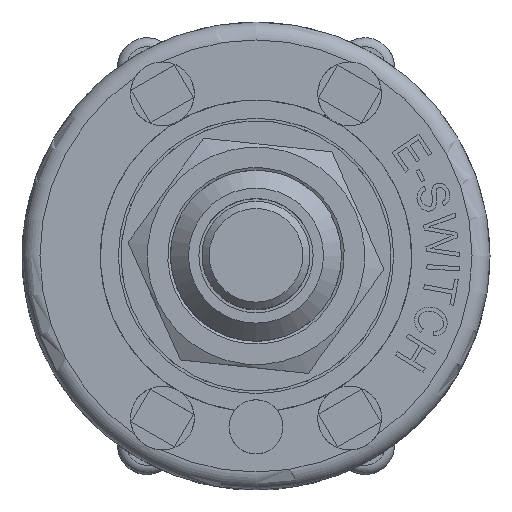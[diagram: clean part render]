
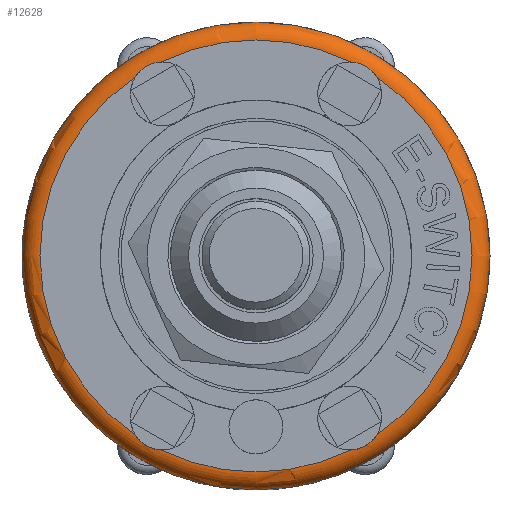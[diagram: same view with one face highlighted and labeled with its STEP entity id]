
A CAD part, top view. The second image highlights one B-rep face of the part: STEP entity #12628.
In plain terms, the highlighted toroidal (fillet/blend) face has major radius 12 mm and minor radius 1 mm.
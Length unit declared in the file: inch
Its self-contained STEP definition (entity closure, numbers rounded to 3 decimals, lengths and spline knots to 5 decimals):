
#26=TOROIDAL_SURFACE('',#13296,0.47244,0.03937);
#657=B_SPLINE_CURVE_WITH_KNOTS('',3,(#21947,#21948,#21949,#21950,#21951,
#21952,#21953,#21954,#21955,#21956,#21957,#21958),.UNSPECIFIED.,.F.,.F.,
(4,2,2,2,2,4),(-0.26924,-0.24463,-0.21597,
-0.19207,-0.16451,-0.13568),.UNSPECIFIED.);
#658=B_SPLINE_CURVE_WITH_KNOTS('',3,(#21970,#21971,#21972,#21973,#21974,
#21975,#21976,#21977,#21978,#21979,#21980,#21981),.UNSPECIFIED.,.F.,.F.,
(4,2,2,2,2,4),(-0.26924,-0.24463,-0.21597,
-0.19207,-0.16451,-0.13568),.UNSPECIFIED.);
#659=B_SPLINE_CURVE_WITH_KNOTS('',3,(#21998,#21999,#22000,#22001,#22002,
#22003,#22004,#22005,#22006,#22007,#22008,#22009),.UNSPECIFIED.,.F.,.F.,
(4,2,2,2,2,4),(-0.26924,-0.24463,-0.21597,
-0.19207,-0.16451,-0.13568),.UNSPECIFIED.);
#660=B_SPLINE_CURVE_WITH_KNOTS('',3,(#22031,#22032,#22033,#22034,#22035,
#22036,#22037,#22038,#22039,#22040,#22041,#22042),.UNSPECIFIED.,.F.,.F.,
(4,2,2,2,2,4),(-0.26924,-0.24463,-0.21597,
-0.19207,-0.16451,-0.13568),.UNSPECIFIED.);
#1776=FACE_OUTER_BOUND('',#2535,.T.);
#2535=EDGE_LOOP('',(#11660,#11661,#11662,#11663,#11664,#11665,#11666,#11667,
#11668,#11669,#11670,#11671));
#5282=CIRCLE('',#13249,0.51181);
#5309=CIRCLE('',#13297,0.03937);
#5310=CIRCLE('',#13298,0.47244);
#5311=CIRCLE('',#13299,0.47244);
#5312=CIRCLE('',#13300,0.47244);
#5313=CIRCLE('',#13301,0.47244);
#5314=CIRCLE('',#13302,0.47244);
#6474=VERTEX_POINT('',#21909);
#6482=VERTEX_POINT('',#21945);
#6483=VERTEX_POINT('',#21946);
#6486=VERTEX_POINT('',#21968);
#6487=VERTEX_POINT('',#21969);
#6492=VERTEX_POINT('',#21996);
#6493=VERTEX_POINT('',#21997);
#6500=VERTEX_POINT('',#22029);
#6501=VERTEX_POINT('',#22030);
#6504=VERTEX_POINT('',#22052);
#8238=EDGE_CURVE('',#6474,#6474,#5282,.T.);
#8256=EDGE_CURVE('',#6482,#6483,#657,.T.);
#8262=EDGE_CURVE('',#6486,#6487,#658,.T.);
#8270=EDGE_CURVE('',#6492,#6493,#659,.T.);
#8280=EDGE_CURVE('',#6500,#6501,#660,.T.);
#8286=EDGE_CURVE('',#6474,#6504,#5309,.T.);
#8287=EDGE_CURVE('',#6504,#6492,#5310,.T.);
#8288=EDGE_CURVE('',#6493,#6486,#5311,.T.);
#8289=EDGE_CURVE('',#6487,#6482,#5312,.T.);
#8290=EDGE_CURVE('',#6483,#6500,#5313,.T.);
#8291=EDGE_CURVE('',#6501,#6504,#5314,.T.);
#11660=ORIENTED_EDGE('',*,*,#8238,.T.);
#11661=ORIENTED_EDGE('',*,*,#8286,.T.);
#11662=ORIENTED_EDGE('',*,*,#8287,.T.);
#11663=ORIENTED_EDGE('',*,*,#8270,.T.);
#11664=ORIENTED_EDGE('',*,*,#8288,.T.);
#11665=ORIENTED_EDGE('',*,*,#8262,.T.);
#11666=ORIENTED_EDGE('',*,*,#8289,.T.);
#11667=ORIENTED_EDGE('',*,*,#8256,.T.);
#11668=ORIENTED_EDGE('',*,*,#8290,.T.);
#11669=ORIENTED_EDGE('',*,*,#8280,.T.);
#11670=ORIENTED_EDGE('',*,*,#8291,.T.);
#11671=ORIENTED_EDGE('',*,*,#8286,.F.);
#12628=ADVANCED_FACE('',(#1776),#26,.T.);
#13249=AXIS2_PLACEMENT_3D('',#21910,#15720,#15721);
#13296=AXIS2_PLACEMENT_3D('',#22051,#15831,#15832);
#13297=AXIS2_PLACEMENT_3D('',#22053,#15833,#15834);
#13298=AXIS2_PLACEMENT_3D('',#22054,#15835,#15836);
#13299=AXIS2_PLACEMENT_3D('',#22055,#15837,#15838);
#13300=AXIS2_PLACEMENT_3D('',#22056,#15839,#15840);
#13301=AXIS2_PLACEMENT_3D('',#22057,#15841,#15842);
#13302=AXIS2_PLACEMENT_3D('',#22058,#15843,#15844);
#15720=DIRECTION('center_axis',(0.,0.,1.));
#15721=DIRECTION('ref_axis',(-1.,0.,0.));
#15831=DIRECTION('center_axis',(0.,0.,-1.));
#15832=DIRECTION('ref_axis',(-1.,0.,0.));
#15833=DIRECTION('center_axis',(0.,-1.,0.));
#15834=DIRECTION('ref_axis',(1.,0.,0.));
#15835=DIRECTION('center_axis',(0.,0.,-1.));
#15836=DIRECTION('ref_axis',(-1.,0.,0.));
#15837=DIRECTION('center_axis',(0.,0.,-1.));
#15838=DIRECTION('ref_axis',(-1.,0.,0.));
#15839=DIRECTION('center_axis',(0.,0.,-1.));
#15840=DIRECTION('ref_axis',(-1.,0.,0.));
#15841=DIRECTION('center_axis',(0.,0.,-1.));
#15842=DIRECTION('ref_axis',(-1.,0.,0.));
#15843=DIRECTION('center_axis',(0.,0.,-1.));
#15844=DIRECTION('ref_axis',(-1.,0.,0.));
#21909=CARTESIAN_POINT('',(0.51181,0.,0.37402));
#21910=CARTESIAN_POINT('Origin',(0.,0.,0.37402));
#21945=CARTESIAN_POINT('',(-0.26379,0.39194,0.41339));
#21946=CARTESIAN_POINT('',(-0.20753,0.42442,0.41339));
#21947=CARTESIAN_POINT('Ctrl Pts',(-0.26379,0.39194,
0.41339));
#21948=CARTESIAN_POINT('Ctrl Pts',(-0.26165,0.39532,
0.41339));
#21949=CARTESIAN_POINT('Ctrl Pts',(-0.25918,0.39859,
0.41329));
#21950=CARTESIAN_POINT('Ctrl Pts',(-0.25306,0.40529,
0.41304));
#21951=CARTESIAN_POINT('Ctrl Pts',(-0.2494,0.40855,
0.4129));
#21952=CARTESIAN_POINT('Ctrl Pts',(-0.24211,0.41377,
0.41277));
#21953=CARTESIAN_POINT('Ctrl Pts',(-0.2386,0.41585,
0.41276));
#21954=CARTESIAN_POINT('Ctrl Pts',(-0.23069,0.41964,
0.41286));
#21955=CARTESIAN_POINT('Ctrl Pts',(-0.22626,0.42124,
0.41299));
#21956=CARTESIAN_POINT('Ctrl Pts',(-0.21694,0.42357,
0.41325));
#21957=CARTESIAN_POINT('Ctrl Pts',(-0.21219,0.42423,
0.41339));
#21958=CARTESIAN_POINT('Ctrl Pts',(-0.20753,0.42442,
0.41339));
#21968=CARTESIAN_POINT('',(-0.20753,-0.42442,0.41339));
#21969=CARTESIAN_POINT('',(-0.26379,-0.39194,0.41339));
#21970=CARTESIAN_POINT('Ctrl Pts',(-0.20753,-0.42442,
0.41339));
#21971=CARTESIAN_POINT('Ctrl Pts',(-0.21153,-0.42426,
0.41339));
#21972=CARTESIAN_POINT('Ctrl Pts',(-0.2156,-0.42375,
0.41329));
#21973=CARTESIAN_POINT('Ctrl Pts',(-0.22446,-0.42181,
0.41304));
#21974=CARTESIAN_POINT('Ctrl Pts',(-0.22911,-0.42026,
0.4129));
#21975=CARTESIAN_POINT('Ctrl Pts',(-0.23728,-0.41656,
0.41277));
#21976=CARTESIAN_POINT('Ctrl Pts',(-0.24084,-0.41456,
0.41276));
#21977=CARTESIAN_POINT('Ctrl Pts',(-0.24808,-0.4096,
0.41286));
#21978=CARTESIAN_POINT('Ctrl Pts',(-0.25168,-0.40656,
0.41299));
#21979=CARTESIAN_POINT('Ctrl Pts',(-0.25836,-0.39966,
0.41325));
#21980=CARTESIAN_POINT('Ctrl Pts',(-0.2613,-0.39588,
0.41339));
#21981=CARTESIAN_POINT('Ctrl Pts',(-0.26379,-0.39194,
0.41339));
#21996=CARTESIAN_POINT('',(0.26379,-0.39194,0.41339));
#21997=CARTESIAN_POINT('',(0.20753,-0.42442,0.41339));
#21998=CARTESIAN_POINT('Ctrl Pts',(0.26379,-0.39194,
0.41339));
#21999=CARTESIAN_POINT('Ctrl Pts',(0.26165,-0.39532,
0.41339));
#22000=CARTESIAN_POINT('Ctrl Pts',(0.25918,-0.39859,
0.41329));
#22001=CARTESIAN_POINT('Ctrl Pts',(0.25306,-0.40529,
0.41304));
#22002=CARTESIAN_POINT('Ctrl Pts',(0.2494,-0.40855,
0.4129));
#22003=CARTESIAN_POINT('Ctrl Pts',(0.24211,-0.41377,
0.41277));
#22004=CARTESIAN_POINT('Ctrl Pts',(0.2386,-0.41585,
0.41276));
#22005=CARTESIAN_POINT('Ctrl Pts',(0.23069,-0.41964,
0.41286));
#22006=CARTESIAN_POINT('Ctrl Pts',(0.22626,-0.42124,
0.41299));
#22007=CARTESIAN_POINT('Ctrl Pts',(0.21694,-0.42357,
0.41325));
#22008=CARTESIAN_POINT('Ctrl Pts',(0.21219,-0.42423,
0.41339));
#22009=CARTESIAN_POINT('Ctrl Pts',(0.20753,-0.42442,
0.41339));
#22029=CARTESIAN_POINT('',(0.20753,0.42442,0.41339));
#22030=CARTESIAN_POINT('',(0.26379,0.39194,0.41339));
#22031=CARTESIAN_POINT('Ctrl Pts',(0.20753,0.42442,0.41339));
#22032=CARTESIAN_POINT('Ctrl Pts',(0.21153,0.42426,
0.41339));
#22033=CARTESIAN_POINT('Ctrl Pts',(0.2156,0.42375,
0.41329));
#22034=CARTESIAN_POINT('Ctrl Pts',(0.22446,0.42181,0.41304));
#22035=CARTESIAN_POINT('Ctrl Pts',(0.22911,0.42026,
0.4129));
#22036=CARTESIAN_POINT('Ctrl Pts',(0.23728,0.41656,0.41277));
#22037=CARTESIAN_POINT('Ctrl Pts',(0.24084,0.41456,
0.41276));
#22038=CARTESIAN_POINT('Ctrl Pts',(0.24808,0.4096,
0.41286));
#22039=CARTESIAN_POINT('Ctrl Pts',(0.25168,0.40656,
0.41299));
#22040=CARTESIAN_POINT('Ctrl Pts',(0.25836,0.39966,
0.41325));
#22041=CARTESIAN_POINT('Ctrl Pts',(0.2613,0.39588,
0.41339));
#22042=CARTESIAN_POINT('Ctrl Pts',(0.26379,0.39194,
0.41339));
#22051=CARTESIAN_POINT('Origin',(0.,0.,0.37402));
#22052=CARTESIAN_POINT('',(0.47244,0.,0.41339));
#22053=CARTESIAN_POINT('Origin',(0.47244,0.,
0.37402));
#22054=CARTESIAN_POINT('Origin',(0.,0.,0.41339));
#22055=CARTESIAN_POINT('Origin',(0.,0.,0.41339));
#22056=CARTESIAN_POINT('Origin',(0.,0.,0.41339));
#22057=CARTESIAN_POINT('Origin',(0.,0.,0.41339));
#22058=CARTESIAN_POINT('Origin',(0.,0.,0.41339));
